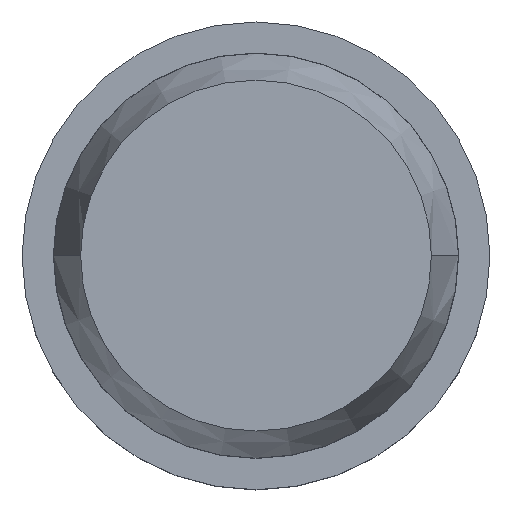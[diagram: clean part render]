
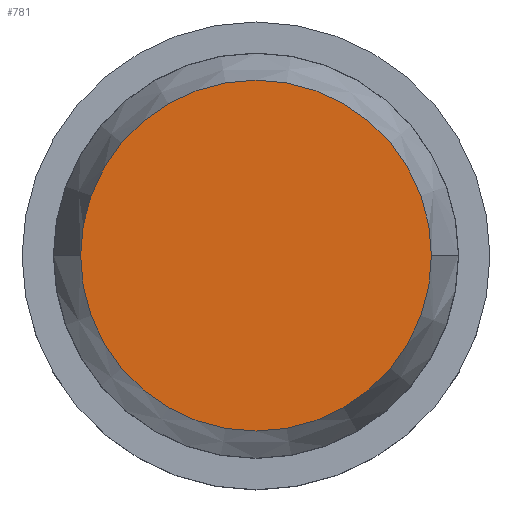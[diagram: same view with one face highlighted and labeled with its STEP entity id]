
A CAD part, top view. The second image highlights one B-rep face of the part: STEP entity #781.
In plain terms, the highlighted planar face has unit normal (0, 0, 1).
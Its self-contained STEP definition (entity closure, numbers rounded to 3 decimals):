
#263=CARTESIAN_POINT('',(0.,0.,45.));
#264=DIRECTION('',(0.,0.,1.));
#265=DIRECTION('',(1.,0.,0.));
#266=AXIS2_PLACEMENT_3D('',#263,#264,#265);
#268=CARTESIAN_POINT('',(0.,0.,45.));
#269=DIRECTION('',(0.,0.,1.));
#270=DIRECTION('',(-1.,0.,0.));
#271=AXIS2_PLACEMENT_3D('',#268,#269,#270);
#293=CARTESIAN_POINT('',(3.,0.,45.));
#294=CARTESIAN_POINT('',(-3.,0.,45.));
#295=VERTEX_POINT('',#293);
#296=VERTEX_POINT('',#294);
#772=CARTESIAN_POINT('',(0.,0.,45.));
#773=DIRECTION('',(0.,0.,1.));
#774=DIRECTION('',(1.,0.,0.));
#775=AXIS2_PLACEMENT_3D('',#772,#773,#774);
#776=PLANE('',#775);
#777=ORIENTED_EDGE('',*,*,#738,.F.);
#778=ORIENTED_EDGE('',*,*,#759,.F.);
#779=EDGE_LOOP('',(#777,#778));
#780=FACE_OUTER_BOUND('',#779,.F.);
#781=ADVANCED_FACE('',(#780),#776,.T.);
#267=CIRCLE('',#266,3.);
#272=CIRCLE('',#271,3.);
#738=EDGE_CURVE('',#295,#296,#267,.T.);
#759=EDGE_CURVE('',#296,#295,#272,.T.);
